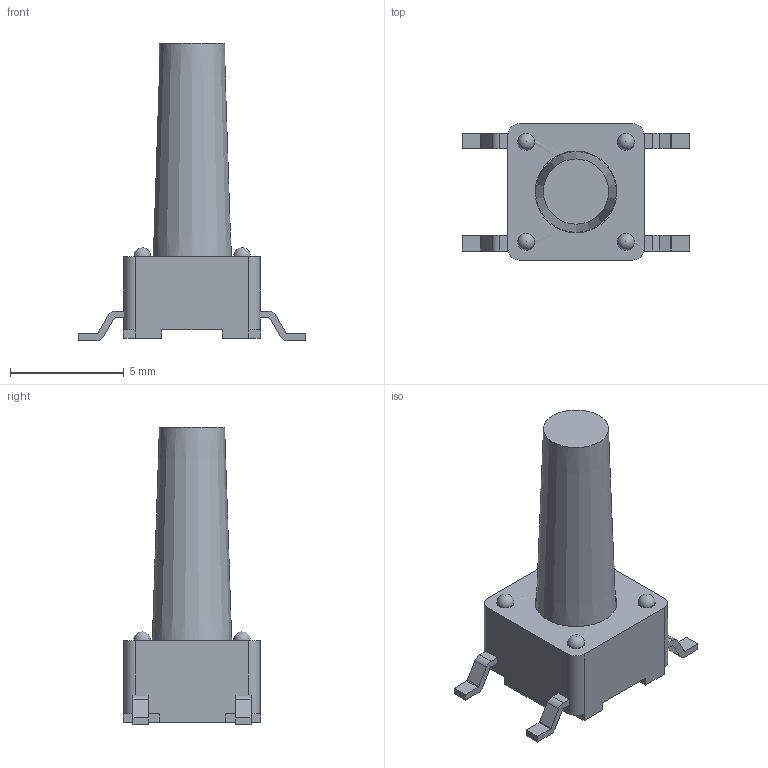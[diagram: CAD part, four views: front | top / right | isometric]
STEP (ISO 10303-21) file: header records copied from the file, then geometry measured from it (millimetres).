
FILE_DESCRIPTION((' '),'2;1');
FILE_NAME('TL3301DFxxxxG.stp','2017-07-21T10:50:36',(' '),(' '),' ','ACIS',' ');
FILE_SCHEMA(('CONFIG_CONTROL_DESIGN'));
Length unit declared in the file: inch
Products named in the file (1): TL3301DFxxxxG.stp
Bounding box: 10 x 6 x 13.1 mm (x, y, z)
Volume: 170.1 mm3; surface area: 438.1 mm2
Topology: 2 solids, 3 shells, 199 faces, 525 edges, 342 vertices
Faces by surface type: plane 121, cylinder 65, sphere 6, torus 4, cone 2, bspline 1
Full cylindrical faces by diameter (mm): 0.75 x4, 3.6 x1, 5 x1
Entity records: 6151 total; most frequent: CARTESIAN_POINT 1089, DIRECTION 1029, ORIENTED_EDGE 1007, EDGE_CURVE 504, VECTOR 373, LINE 373, VERTEX_POINT 333, AXIS2_PLACEMENT_3D 328
